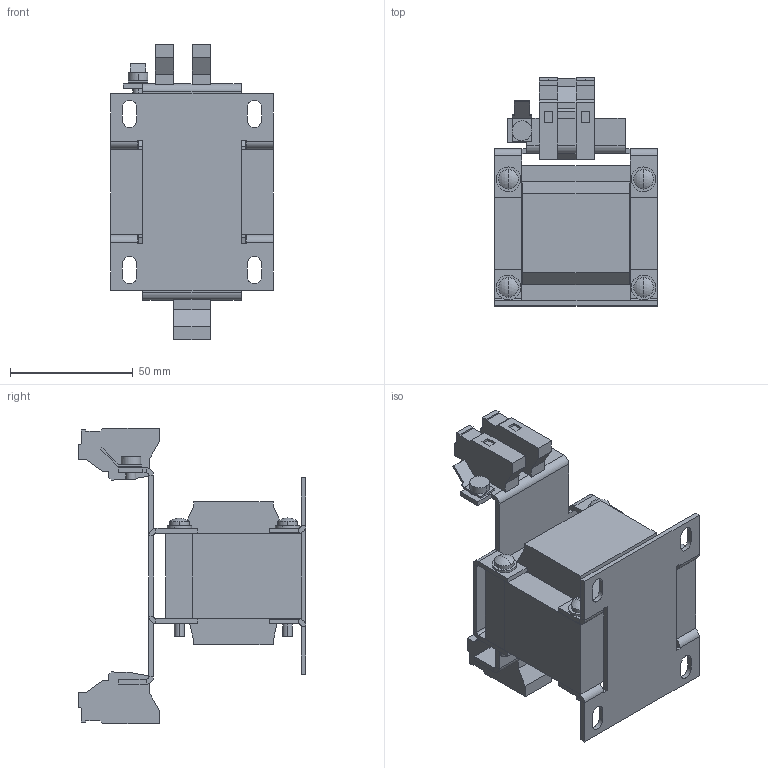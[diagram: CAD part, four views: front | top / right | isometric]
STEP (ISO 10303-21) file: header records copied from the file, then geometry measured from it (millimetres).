
FILE_DESCRIPTION (( 'STEP AP214' ), '1' );
FILE_NAME ('202337.STEP', '2020-07-24T07:50:12', ( '' ), ( '' ), 'SwSTEP 2.0', 'SolidWorks 2018', '' );
FILE_SCHEMA (( 'AUTOMOTIVE_DESIGN' ));
Length unit declared in the file: millimetre
Products named in the file (1): 202337
Bounding box: 66 x 92.7 x 120 mm (x, y, z)
Volume: 198895.9 mm3; surface area: 54988.3 mm2
Topology: 1 solids, 1 shells, 372 faces, 948 edges, 598 vertices
Faces by surface type: plane 279, cylinder 85, sphere 8
Entity records: 11160 total; most frequent: CARTESIAN_POINT 1945, ORIENTED_EDGE 1896, DIRECTION 1888, EDGE_CURVE 948, LINE 750, VECTOR 750, VERTEX_POINT 598, AXIS2_PLACEMENT_3D 569
